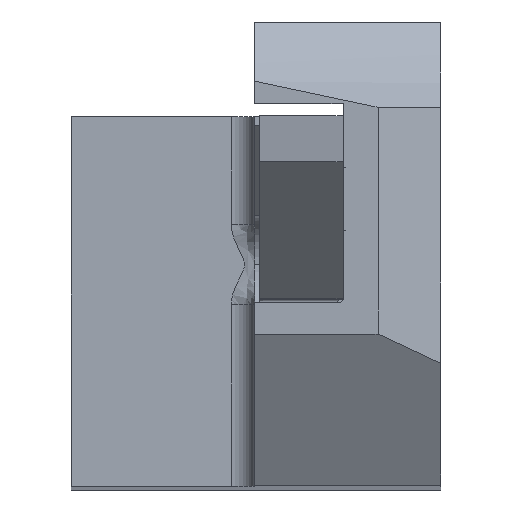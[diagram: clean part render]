
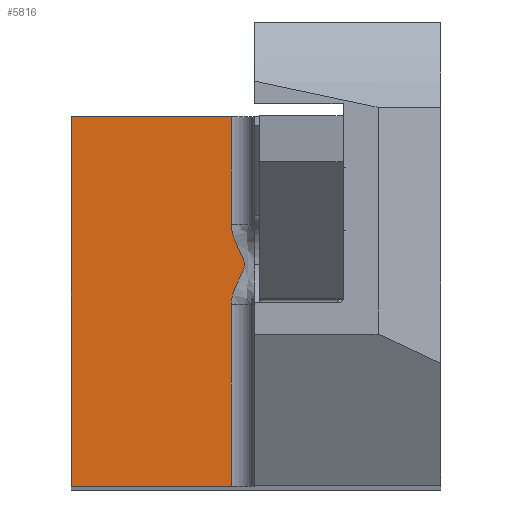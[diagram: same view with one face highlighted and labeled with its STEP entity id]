
A CAD part, top view. The second image highlights one B-rep face of the part: STEP entity #5816.
In plain terms, the highlighted planar face has unit normal (0, 0, 1).
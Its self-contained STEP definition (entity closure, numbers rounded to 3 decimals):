
#28 = DIRECTION ( 'NONE',  ( 0., -1., 0. ) ) ;
#295 = CARTESIAN_POINT ( 'NONE',  ( -15.875, 0., -37. ) ) ;
#350 = EDGE_CURVE ( 'NONE', #771, #6275, #521, .T. ) ;
#521 = LINE ( 'NONE', #3304, #904 ) ;
#771 = VERTEX_POINT ( 'NONE', #1660 ) ;
#904 = VECTOR ( 'NONE', #4810, 1000. ) ;
#1660 = CARTESIAN_POINT ( 'NONE',  ( -9., 15.875, -37. ) ) ;
#1661 = CARTESIAN_POINT ( 'NONE',  ( -9., 0., -37. ) ) ;
#1935 = PLANE ( 'NONE',  #3817 ) ;
#2434 = LINE ( 'NONE', #4667, #5741 ) ;
#2435 = CARTESIAN_POINT ( 'NONE',  ( -9., 0., -37. ) ) ;
#3192 = CARTESIAN_POINT ( 'NONE',  ( -15.875, 0., -37. ) ) ;
#3304 = CARTESIAN_POINT ( 'NONE',  ( -9., 0., -37. ) ) ;
#3572 = EDGE_CURVE ( 'NONE', #6275, #5970, #8829, .T. ) ;
#3595 = VECTOR ( 'NONE', #3976, 1000. ) ;
#3614 = CARTESIAN_POINT ( 'NONE',  ( -9., 10.943, -37. ) ) ;
#3817 = AXIS2_PLACEMENT_3D ( 'NONE', #295, #7466, #7897 ) ;
#3880 = DIRECTION ( 'NONE',  ( 0., -1., 0. ) ) ;
#3940 = EDGE_CURVE ( 'NONE', #5970, #8559, #5705, .T. ) ;
#3976 = DIRECTION ( 'NONE',  ( 1., 0., 0. ) ) ;
#4188 = CARTESIAN_POINT ( 'NONE',  ( -9., 11.248, -37. ) ) ;
#4587 = CARTESIAN_POINT ( 'NONE',  ( -8.641, 10.107, -37. ) ) ;
#4595 = CARTESIAN_POINT ( 'NONE',  ( -8.714, 10.24, -37. ) ) ;
#4667 = CARTESIAN_POINT ( 'NONE',  ( -15.875, 15.875, -37. ) ) ;
#4778 = CARTESIAN_POINT ( 'NONE',  ( -8.539, 9.904, -37. ) ) ;
#4810 = DIRECTION ( 'NONE',  ( 0., -1., 0. ) ) ;
#5267 = CARTESIAN_POINT ( 'NONE',  ( -8.457, 9.694, -37. ) ) ;
#5294 = ORIENTED_EDGE ( 'NONE', *, *, #3940, .F. ) ;
#5298 = CARTESIAN_POINT ( 'NONE',  ( -8.507, 9.836, -37. ) ) ;
#5339 = CARTESIAN_POINT ( 'NONE',  ( -15.875, 0., -37. ) ) ;
#5405 = CARTESIAN_POINT ( 'NONE',  ( -8.434, 9.464, -37. ) ) ;
#5477 = CARTESIAN_POINT ( 'NONE',  ( -8.438, 9.618, -37. ) ) ;
#5498 = FACE_OUTER_BOUND ( 'NONE', #5671, .T. ) ;
#5527 = CARTESIAN_POINT ( 'NONE',  ( -8.448, 9.387, -37. ) ) ;
#5573 = LINE ( 'NONE', #3192, #3595 ) ;
#5600 = ORIENTED_EDGE ( 'NONE', *, *, #5782, .F. ) ;
#5671 = EDGE_LOOP ( 'NONE', ( #5600, #9490, #7217, #5294, #6012, #6255 ) ) ;
#5705 = LINE ( 'NONE', #2435, #6029 ) ;
#5741 = VECTOR ( 'NONE', #6592, 1000. ) ;
#5754 = CARTESIAN_POINT ( 'NONE',  ( -8.496, 9.239, -37. ) ) ;
#5782 = EDGE_CURVE ( 'NONE', #9178, #771, #2434, .T. ) ;
#5816 = ADVANCED_FACE ( 'NONE', ( #5498 ), #1935, .F. ) ;
#5970 = VERTEX_POINT ( 'NONE', #7925 ) ;
#6012 = ORIENTED_EDGE ( 'NONE', *, *, #3572, .F. ) ;
#6029 = VECTOR ( 'NONE', #28, 1000. ) ;
#6072 = CARTESIAN_POINT ( 'NONE',  ( -8.63, 8.962, -37. ) ) ;
#6103 = VECTOR ( 'NONE', #3880, 1000. ) ;
#6148 = CARTESIAN_POINT ( 'NONE',  ( -8.528, 9.169, -37. ) ) ;
#6181 = CARTESIAN_POINT ( 'NONE',  ( -8.837, 8.548, -37. ) ) ;
#6193 = CARTESIAN_POINT ( 'NONE',  ( -8.705, 8.827, -37. ) ) ;
#6215 = CARTESIAN_POINT ( 'NONE',  ( -8.976, 8.11, -37. ) ) ;
#6228 = CARTESIAN_POINT ( 'NONE',  ( -8.894, 8.405, -37. ) ) ;
#6255 = ORIENTED_EDGE ( 'NONE', *, *, #350, .F. ) ;
#6263 = CARTESIAN_POINT ( 'NONE',  ( -9., 7.802, -37. ) ) ;
#6275 = VERTEX_POINT ( 'NONE', #6404 ) ;
#6404 = CARTESIAN_POINT ( 'NONE',  ( -9., 11.248, -37. ) ) ;
#6592 = DIRECTION ( 'NONE',  ( 1., 0., 0. ) ) ;
#6834 = CARTESIAN_POINT ( 'NONE',  ( -9., 7.957, -37. ) ) ;
#6893 = EDGE_CURVE ( 'NONE', #9178, #8458, #7174, .T. ) ;
#7174 = LINE ( 'NONE', #8378, #6103 ) ;
#7217 = ORIENTED_EDGE ( 'NONE', *, *, #8561, .T. ) ;
#7466 = DIRECTION ( 'NONE',  ( 0., 0., -1. ) ) ;
#7722 = CARTESIAN_POINT ( 'NONE',  ( -15.875, 15.875, -37. ) ) ;
#7897 = DIRECTION ( 'NONE',  ( 1., 0., 0. ) ) ;
#7925 = CARTESIAN_POINT ( 'NONE',  ( -9., 7.802, -37. ) ) ;
#8378 = CARTESIAN_POINT ( 'NONE',  ( -15.875, 0., -37. ) ) ;
#8458 = VERTEX_POINT ( 'NONE', #5339 ) ;
#8559 = VERTEX_POINT ( 'NONE', #1661 ) ;
#8561 = EDGE_CURVE ( 'NONE', #8458, #8559, #5573, .T. ) ;
#8829 = B_SPLINE_CURVE_WITH_KNOTS ( 'NONE', 3,
 ( #4188, #3614, #9336, #4595, #4587, #4778, #5298, #5267, #5477, #5405, #5527, #5754, #6148, #6072, #6193, #6181, #6228, #6215, #6834, #6263 ),
 .UNSPECIFIED., .F., .F.,
 ( 4, 2, 2, 2, 2, 2, 2, 2, 2, 4 ),
 ( 0., 0.001, 0.001, 0.002, 0.002, 0.002, 0.002, 0.003, 0.003, 0.004 ),
 .UNSPECIFIED. ) ;
#9178 = VERTEX_POINT ( 'NONE', #7722 ) ;
#9336 = CARTESIAN_POINT ( 'NONE',  ( -8.906, 10.651, -37. ) ) ;
#9490 = ORIENTED_EDGE ( 'NONE', *, *, #6893, .T. ) ;
